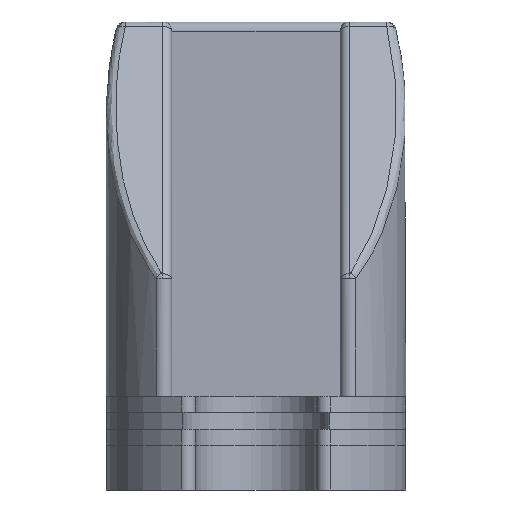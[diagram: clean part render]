
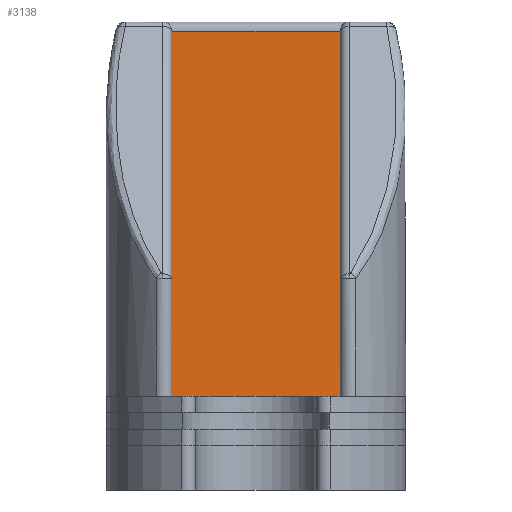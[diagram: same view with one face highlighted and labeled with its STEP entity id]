
A CAD part, front view. The second image highlights one B-rep face of the part: STEP entity #3138.
In plain terms, the highlighted planar face has unit normal (0, -1, 0).
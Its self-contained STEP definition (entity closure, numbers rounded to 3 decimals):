
#1191 = VERTEX_POINT('',#1192);
#1192 = CARTESIAN_POINT('',(-9.,6.771,0.));
#1198 = EDGE_CURVE('',#1191,#1199,#1201,.T.);
#1199 = VERTEX_POINT('',#1200);
#1200 = CARTESIAN_POINT('',(9.,6.771,0.));
#1201 = LINE('',#1202,#1203);
#1202 = CARTESIAN_POINT('',(-9.,6.771,0.));
#1203 = VECTOR('',#1204,1.);
#1204 = DIRECTION('',(1.,0.,0.));
#2979 = EDGE_CURVE('',#1191,#2980,#2982,.T.);
#2980 = VERTEX_POINT('',#2981);
#2981 = CARTESIAN_POINT('',(-9.,6.771,39.));
#2982 = LINE('',#2983,#2984);
#2983 = CARTESIAN_POINT('',(-9.,6.771,0.));
#2984 = VECTOR('',#2985,1.);
#2985 = DIRECTION('',(0.,0.,1.));
#3138 = ADVANCED_FACE('',(#3139),#3157,.F.);
#3139 = FACE_BOUND('',#3140,.F.);
#3140 = EDGE_LOOP('',(#3141,#3149,#3155,#3156));
#3141 = ORIENTED_EDGE('',*,*,#3142,.T.);
#3142 = EDGE_CURVE('',#2980,#3143,#3145,.T.);
#3143 = VERTEX_POINT('',#3144);
#3144 = CARTESIAN_POINT('',(9.,6.771,39.));
#3145 = LINE('',#3146,#3147);
#3146 = CARTESIAN_POINT('',(-9.,6.771,39.));
#3147 = VECTOR('',#3148,1.);
#3148 = DIRECTION('',(1.,0.,0.));
#3149 = ORIENTED_EDGE('',*,*,#3150,.F.);
#3150 = EDGE_CURVE('',#1199,#3143,#3151,.T.);
#3151 = LINE('',#3152,#3153);
#3152 = CARTESIAN_POINT('',(9.,6.771,0.));
#3153 = VECTOR('',#3154,1.);
#3154 = DIRECTION('',(0.,0.,1.));
#3155 = ORIENTED_EDGE('',*,*,#1198,.F.);
#3156 = ORIENTED_EDGE('',*,*,#2979,.T.);
#3157 = PLANE('',#3158);
#3158 = AXIS2_PLACEMENT_3D('',#3159,#3160,#3161);
#3159 = CARTESIAN_POINT('',(-9.,6.771,0.));
#3160 = DIRECTION('',(0.,1.,0.));
#3161 = DIRECTION('',(1.,0.,0.));
